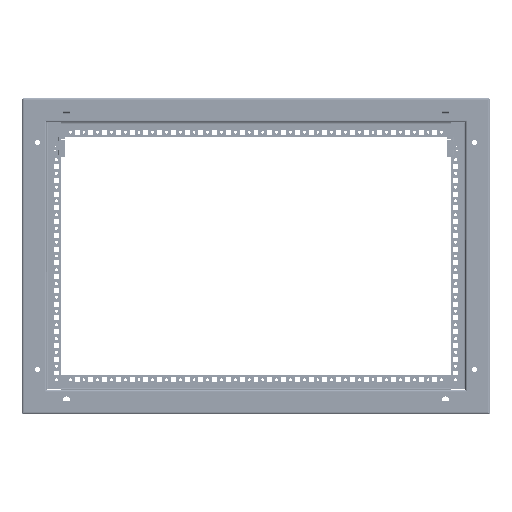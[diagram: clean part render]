
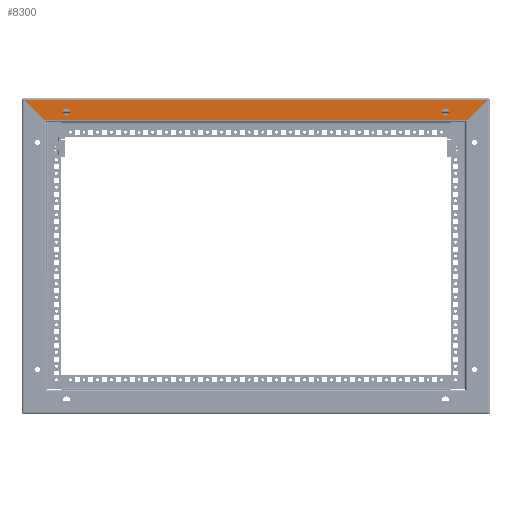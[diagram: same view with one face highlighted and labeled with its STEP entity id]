
A CAD part, front view. The second image highlights one B-rep face of the part: STEP entity #8300.
In plain terms, the highlighted planar face has unit normal (0, -1, 0).
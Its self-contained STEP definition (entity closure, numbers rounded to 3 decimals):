
#8300=ADVANCED_FACE('',(#21856,#21857,#21858),#21859,.T.);
#21856=FACE_OUTER_BOUND('',#43924,.T.);
#21857=FACE_BOUND('',#43925,.T.);
#21858=FACE_BOUND('',#43926,.T.);
#21859=PLANE('',#43927);
#43924=EDGE_LOOP('',(#70729,#70730,#70731,#70732));
#43925=EDGE_LOOP('',(#70733,#70734));
#43926=EDGE_LOOP('',(#70735,#70736));
#43927=AXIS2_PLACEMENT_3D('',#70737,#70738,#70739);
#70729=ORIENTED_EDGE('',*,*,#126751,.T.);
#70730=ORIENTED_EDGE('',*,*,#126753,.T.);
#70731=ORIENTED_EDGE('',*,*,#126657,.T.);
#70732=ORIENTED_EDGE('',*,*,#126639,.F.);
#70733=ORIENTED_EDGE('',*,*,#125717,.T.);
#70734=ORIENTED_EDGE('',*,*,#126615,.T.);
#70735=ORIENTED_EDGE('',*,*,#125712,.T.);
#70736=ORIENTED_EDGE('',*,*,#126618,.T.);
#70737=CARTESIAN_POINT('',(848.0,0.0,552.5));
#70738=DIRECTION('',(0.0,-1.0,0.0));
#70739=DIRECTION('',(0.0,0.0,-1.0));
#125712=EDGE_CURVE('',#150836,#150840,#150842,.T.);
#125717=EDGE_CURVE('',#150845,#150849,#150851,.T.);
#126615=EDGE_CURVE('',#150849,#150845,#152197,.T.);
#126618=EDGE_CURVE('',#150840,#150836,#152200,.T.);
#126639=EDGE_CURVE('',#152234,#152236,#152237,.T.);
#126657=EDGE_CURVE('',#152265,#152236,#152266,.T.);
#126751=EDGE_CURVE('',#152234,#152399,#152401,.T.);
#126753=EDGE_CURVE('',#152399,#152265,#152403,.T.);
#150836=VERTEX_POINT('',#188046);
#150840=VERTEX_POINT('',#188051);
#150842=CIRCLE('',#188054,6.5);
#150845=VERTEX_POINT('',#188057);
#150849=VERTEX_POINT('',#188062);
#150851=CIRCLE('',#188065,6.5);
#152197=CIRCLE('',#189851,6.5);
#152200=CIRCLE('',#189854,6.5);
#152234=VERTEX_POINT('',#189902);
#152236=VERTEX_POINT('',#189904);
#152237=LINE('',#189905,#189906);
#152265=VERTEX_POINT('',#189946);
#152266=LINE('',#189947,#189948);
#152399=VERTEX_POINT('',#190130);
#152401=LINE('',#190132,#190133);
#152403=LINE('',#190135,#190136);
#188046=CARTESIAN_POINT('',(87.5,0.0,549.0));
#188051=CARTESIAN_POINT('',(74.5,0.0,549.0));
#188054=AXIS2_PLACEMENT_3D('',#235105,#235106,#235107);
#188057=CARTESIAN_POINT('',(775.5,0.0,549.0));
#188062=CARTESIAN_POINT('',(762.5,0.0,549.0));
#188065=AXIS2_PLACEMENT_3D('',#235113,#235114,#235115);
#189851=AXIS2_PLACEMENT_3D('',#236252,#236253,#236254);
#189854=AXIS2_PLACEMENT_3D('',#236258,#236259,#236260);
#189902=CARTESIAN_POINT('',(809.,0.0,534.));
#189904=CARTESIAN_POINT('',(41.,0.0,534.));
#189905=CARTESIAN_POINT('',(848.0,0.,534.));
#189906=VECTOR('',#236284,1.0);
#189946=CARTESIAN_POINT('',(4.,0.0,571.));
#189947=CARTESIAN_POINT('',(229.,0.,346.));
#189948=VECTOR('',#236303,1.0);
#190130=CARTESIAN_POINT('',(846.,0.0,571.));
#190132=CARTESIAN_POINT('',(832.5,0.0,557.5));
#190133=VECTOR('',#236410,1.0);
#190135=CARTESIAN_POINT('',(848.0,0.0,571.0));
#190136=VECTOR('',#236411,1.0);
#235105=CARTESIAN_POINT('',(81.0,0.0,549.0));
#235106=DIRECTION('',(-0.0,1.0,0.0));
#235107=DIRECTION('',(1.0,0.0,0.0));
#235113=CARTESIAN_POINT('',(769.0,0.0,549.0));
#235114=DIRECTION('',(-0.0,1.0,0.0));
#235115=DIRECTION('',(1.0,0.0,0.0));
#236252=CARTESIAN_POINT('',(769.0,0.0,549.0));
#236253=DIRECTION('',(-0.0,1.0,0.0));
#236254=DIRECTION('',(1.0,0.0,0.0));
#236258=CARTESIAN_POINT('',(81.0,0.0,549.0));
#236259=DIRECTION('',(-0.0,1.0,0.0));
#236260=DIRECTION('',(1.0,0.0,0.0));
#236284=DIRECTION('',(-1.0,0.0,0.0));
#236303=DIRECTION('',(0.707,0.0,-0.707));
#236410=DIRECTION('',(0.707,0.0,0.707));
#236411=DIRECTION('',(-1.0,0.0,0.0));
